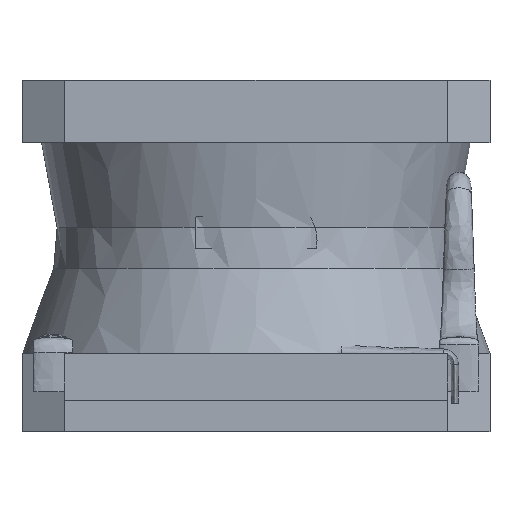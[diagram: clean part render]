
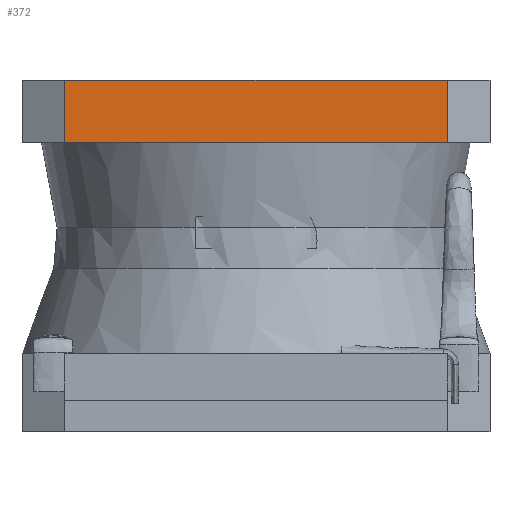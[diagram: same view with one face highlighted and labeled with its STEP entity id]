
A CAD part, front view. The second image highlights one B-rep face of the part: STEP entity #372.
In plain terms, the highlighted planar face has unit normal (0, -1, 0).
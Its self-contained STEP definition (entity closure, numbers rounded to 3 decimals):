
#372 = ADVANCED_FACE( '', ( #796 ), #797, .T. );
#796 = FACE_OUTER_BOUND( '', #1618, .T. );
#797 = PLANE( '', #1619 );
#1618 = EDGE_LOOP( '', ( #3799, #3800, #3801, #3802 ) );
#1619 = AXIS2_PLACEMENT_3D( '', #3803, #3804, #3805 );
#3799 = ORIENTED_EDGE( '', *, *, #4601, .F. );
#3800 = ORIENTED_EDGE( '', *, *, #4654, .F. );
#3801 = ORIENTED_EDGE( '', *, *, #4542, .T. );
#3802 = ORIENTED_EDGE( '', *, *, #4680, .T. );
#3803 = CARTESIAN_POINT( '', ( -2.45, -2.75, 2.15 ) );
#3804 = DIRECTION( '', ( 0., -1., 0. ) );
#3805 = DIRECTION( '', ( 0., 0., -1. ) );
#4542 = EDGE_CURVE( '', #5192, #5190, #5193, .T. );
#4601 = EDGE_CURVE( '', #5274, #5276, #5277, .T. );
#4654 = EDGE_CURVE( '', #5192, #5274, #5345, .T. );
#4680 = EDGE_CURVE( '', #5190, #5276, #5377, .T. );
#5190 = VERTEX_POINT( '', #6720 );
#5192 = VERTEX_POINT( '', #6723 );
#5193 = LINE( '', #6724, #6725 );
#5274 = VERTEX_POINT( '', #6967 );
#5276 = VERTEX_POINT( '', #6970 );
#5277 = LINE( '', #6971, #6972 );
#5345 = LINE( '', #7165, #7166 );
#5377 = LINE( '', #7239, #7240 );
#6720 = CARTESIAN_POINT( '', ( -2.45, -2.75, 2.15 ) );
#6723 = CARTESIAN_POINT( '', ( 2.45, -2.75, 2.15 ) );
#6724 = CARTESIAN_POINT( '', ( -2.45, -2.75, 2.15 ) );
#6725 = VECTOR( '', #7742, 1000. );
#6967 = CARTESIAN_POINT( '', ( 2.45, -2.75, 1.35 ) );
#6970 = CARTESIAN_POINT( '', ( -2.45, -2.75, 1.35 ) );
#6971 = CARTESIAN_POINT( '', ( -2.45, -2.75, 1.35 ) );
#6972 = VECTOR( '', #7775, 1000. );
#7165 = CARTESIAN_POINT( '', ( 2.45, -2.75, 2.15 ) );
#7166 = VECTOR( '', #7804, 1000. );
#7239 = CARTESIAN_POINT( '', ( -2.45, -2.75, 2.15 ) );
#7240 = VECTOR( '', #7822, 1000. );
#7742 = DIRECTION( '', ( -1., 0., 0. ) );
#7775 = DIRECTION( '', ( -1., 0., 0. ) );
#7804 = DIRECTION( '', ( 0., 0., -1. ) );
#7822 = DIRECTION( '', ( 0., 0., -1. ) );
